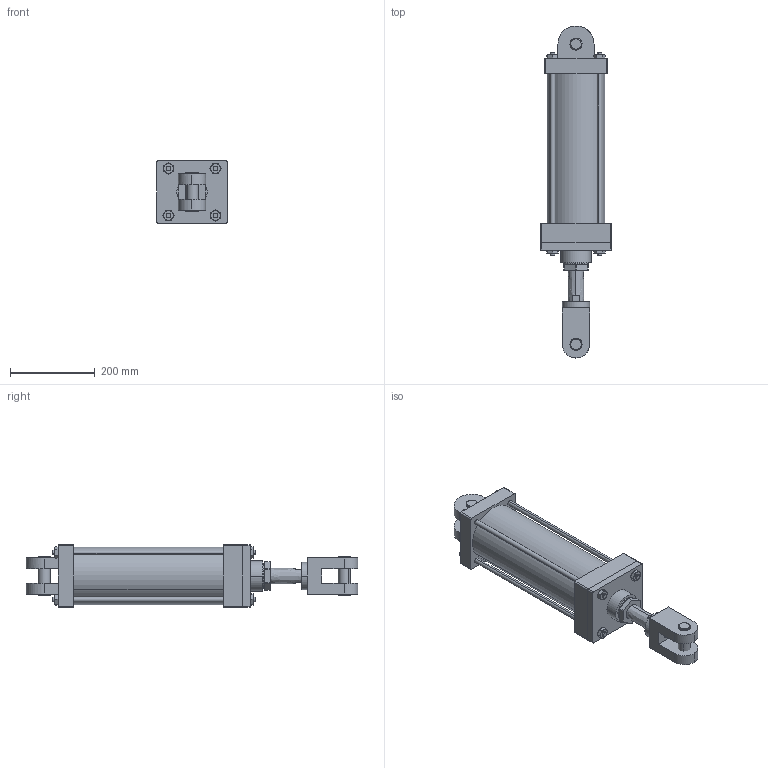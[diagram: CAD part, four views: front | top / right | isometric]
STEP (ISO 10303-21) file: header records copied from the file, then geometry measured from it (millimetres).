
FILE_DESCRIPTION(('FreeCAD Model'),'2;1');
FILE_NAME('Open CASCADE Shape Model','2025-04-27T04:43:31',('FreeCAD'),( 'FreeCAD'),'Open CASCADE STEP processor 7.6','FreeCAD','Unknown');
FILE_SCHEMA(('AUTOMOTIVE_DESIGN { 1 0 10303 214 1 1 1 1 }'));
Length unit declared in the file: millimetre
Products named in the file (1): Open CASCADE STEP translator 7.6 1
Bounding box: 166.04 x 781.38 x 147.15 mm (x, y, z)
Volume: 5176870 mm3; surface area: 937376.5 mm2
Topology: 29 solids, 29 shells, 519 faces, 1140 edges, 709 vertices
Faces by surface type: bspline 519
Entity records: 16234 total; most frequent: CARTESIAN_POINT 9484, ORIENTED_EDGE 2276, EDGE_CURVE 1138, VERTEX_POINT 709, FACE_BOUND 629, EDGE_LOOP 629, B_SPLINE_CURVE_WITH_KNOTS 598, ADVANCED_FACE 519
